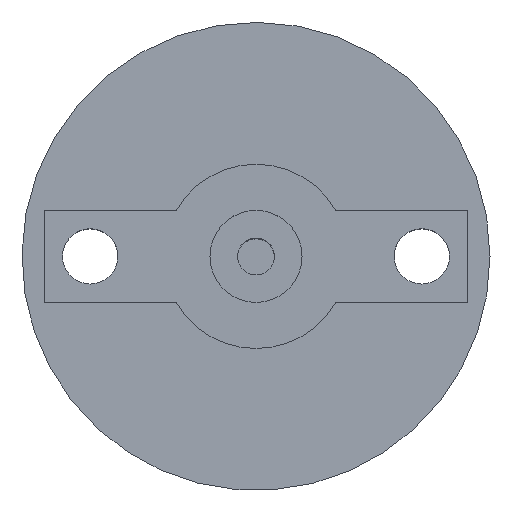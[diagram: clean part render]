
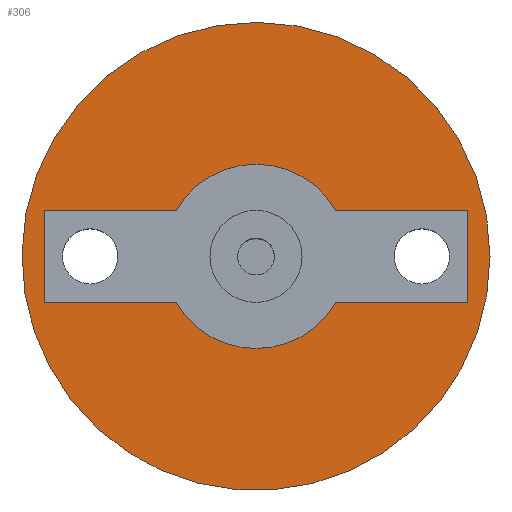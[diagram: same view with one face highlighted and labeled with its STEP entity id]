
A CAD part, top view. The second image highlights one B-rep face of the part: STEP entity #306.
In plain terms, the highlighted planar face has unit normal (0, 0, 1).
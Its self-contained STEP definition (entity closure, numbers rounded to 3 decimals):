
#306=ADVANCED_FACE('',(#819,#821),#823,.T.);
#819=FACE_BOUND('',#820,.T.);
#820=EDGE_LOOP('',(#1274,#1275));
#821=FACE_BOUND('',#822,.T.);
#822=EDGE_LOOP('',(#1276,#1277,#1278,#1279,#1280,#1281,#1282,#1283));
#823=PLANE('',#824);
#824=AXIS2_PLACEMENT_3D('',#825,#826,#827);
#825=CARTESIAN_POINT('',(0.,0.,0.));
#826=DIRECTION('',(0.,0.,1.));
#827=DIRECTION('',(1.,0.,0.));
#1274=ORIENTED_EDGE('',*,*,#1520,.T.);
#1275=ORIENTED_EDGE('',*,*,#1521,.T.);
#1276=ORIENTED_EDGE('',*,*,#1522,.T.);
#1277=ORIENTED_EDGE('',*,*,#1510,.F.);
#1278=ORIENTED_EDGE('',*,*,#1523,.T.);
#1279=ORIENTED_EDGE('',*,*,#1524,.T.);
#1280=ORIENTED_EDGE('',*,*,#1525,.T.);
#1281=ORIENTED_EDGE('',*,*,#1514,.F.);
#1282=ORIENTED_EDGE('',*,*,#1526,.T.);
#1283=ORIENTED_EDGE('',*,*,#1527,.T.);
#1510=EDGE_CURVE('',#1634,#1636,#1637,.T.);
#1514=EDGE_CURVE('',#1642,#1644,#1645,.T.);
#1520=EDGE_CURVE('',#1655,#1656,#1657,.T.);
#1521=EDGE_CURVE('',#1656,#1655,#1658,.T.);
#1522=EDGE_CURVE('',#1659,#1636,#1660,.F.);
#1523=EDGE_CURVE('',#1634,#1661,#1662,.F.);
#1524=EDGE_CURVE('',#1661,#1663,#1664,.F.);
#1525=EDGE_CURVE('',#1663,#1644,#1665,.F.);
#1526=EDGE_CURVE('',#1642,#1666,#1667,.F.);
#1527=EDGE_CURVE('',#1666,#1659,#1668,.F.);
#1634=VERTEX_POINT('',#1853);
#1636=VERTEX_POINT('',#1857);
#1637=CIRCLE('',#1858,5.);
#1642=VERTEX_POINT('',#1871);
#1644=VERTEX_POINT('',#1875);
#1645=CIRCLE('',#1876,5.);
#1655=VERTEX_POINT('',#1903);
#1656=VERTEX_POINT('',#1904);
#1657=CIRCLE('',#1905,12.7);
#1658=CIRCLE('',#1909,12.7);
#1659=VERTEX_POINT('',#1913);
#1660=LINE('',#1914,#1915);
#1661=VERTEX_POINT('',#1917);
#1662=LINE('',#1918,#1919);
#1663=VERTEX_POINT('',#1921);
#1664=LINE('',#1922,#1923);
#1665=LINE('',#1925,#1926);
#1666=VERTEX_POINT('',#1928);
#1667=LINE('',#1929,#1930);
#1668=LINE('',#1932,#1933);
#1853=CARTESIAN_POINT('',(4.33,2.5,0.));
#1857=CARTESIAN_POINT('',(-4.33,2.5,0.));
#1858=AXIS2_PLACEMENT_3D('',#1859,#1860,#1861);
#1859=CARTESIAN_POINT('',(0.,0.,0.));
#1860=DIRECTION('',(0.,0.,1.));
#1861=DIRECTION('',(0.866,0.5,0.));
#1871=CARTESIAN_POINT('',(-4.33,-2.5,0.));
#1875=CARTESIAN_POINT('',(4.33,-2.5,0.));
#1876=AXIS2_PLACEMENT_3D('',#1877,#1878,#1879);
#1877=CARTESIAN_POINT('',(0.,0.,0.));
#1878=DIRECTION('',(0.,0.,1.));
#1879=DIRECTION('',(-0.866,-0.5,0.));
#1903=CARTESIAN_POINT('',(12.7,0.,0.));
#1904=CARTESIAN_POINT('',(-12.539,-2.02,0.));
#1905=AXIS2_PLACEMENT_3D('',#1906,#1907,#1908);
#1906=CARTESIAN_POINT('',(0.,0.,0.));
#1907=DIRECTION('',(0.,0.,1.));
#1908=DIRECTION('',(1.,0.,0.));
#1909=AXIS2_PLACEMENT_3D('',#1910,#1911,#1912);
#1910=CARTESIAN_POINT('',(0.,0.,0.));
#1911=DIRECTION('',(0.,0.,1.));
#1912=DIRECTION('',(-0.987,-0.159,0.));
#1913=CARTESIAN_POINT('',(-11.5,2.5,0.));
#1914=CARTESIAN_POINT('',(-4.33,2.5,0.));
#1915=VECTOR('',#1916,1.);
#1916=DIRECTION('',(-1.,0.,0.));
#1917=CARTESIAN_POINT('',(11.5,2.5,0.));
#1918=CARTESIAN_POINT('',(11.5,2.5,0.));
#1919=VECTOR('',#1920,1.);
#1920=DIRECTION('',(-1.,0.,0.));
#1921=CARTESIAN_POINT('',(11.5,-2.5,0.));
#1922=CARTESIAN_POINT('',(11.5,-2.5,0.));
#1923=VECTOR('',#1924,1.);
#1924=DIRECTION('',(0.,1.,0.));
#1925=CARTESIAN_POINT('',(4.33,-2.5,0.));
#1926=VECTOR('',#1927,1.);
#1927=DIRECTION('',(1.,0.,0.));
#1928=CARTESIAN_POINT('',(-11.5,-2.5,0.));
#1929=CARTESIAN_POINT('',(-11.5,-2.5,0.));
#1930=VECTOR('',#1931,1.);
#1931=DIRECTION('',(1.,0.,0.));
#1932=CARTESIAN_POINT('',(-11.5,2.5,0.));
#1933=VECTOR('',#1934,1.);
#1934=DIRECTION('',(0.,-1.,0.));
